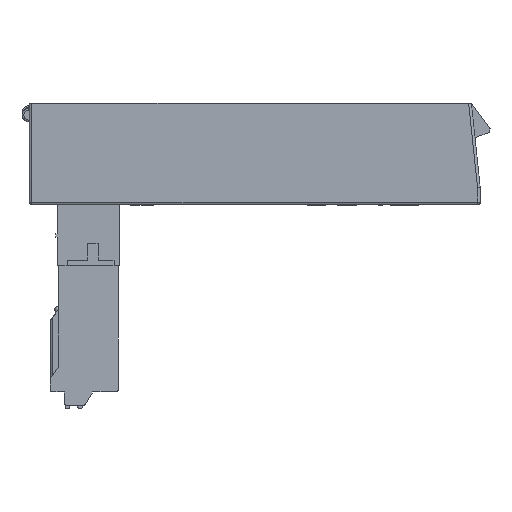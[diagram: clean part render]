
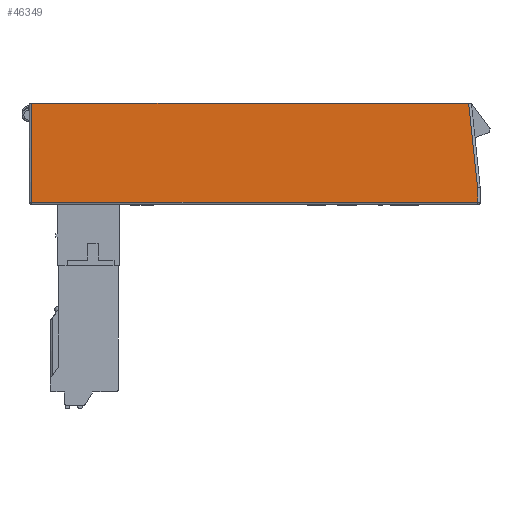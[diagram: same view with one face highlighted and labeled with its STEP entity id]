
A CAD part, front view. The second image highlights one B-rep face of the part: STEP entity #46349.
In plain terms, the highlighted planar face has unit normal (0, -1, 0).
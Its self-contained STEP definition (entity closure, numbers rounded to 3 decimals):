
#7170=DIRECTION('',(0.,0.,-1.));
#7171=VECTOR('',#7170,11.2);
#7172=CARTESIAN_POINT('',(-69.35,90.55,
-63.5));
#7173=LINE('',#7172,#7171);
#7182=CARTESIAN_POINT('',(-19.952,90.55,
-63.5));
#7307=DIRECTION('',(1.,0.,0.));
#7308=VECTOR('',#7307,50.4);
#7309=CARTESIAN_POINT('',(-69.35,90.55,
-74.7));
#7310=LINE('',#7309,#7308);
#7311=DIRECTION('',(-1.,0.,0.));
#7312=VECTOR('',#7311,49.398);
#7313=CARTESIAN_POINT('',(-19.952,90.55,
-63.5));
#7314=LINE('',#7313,#7312);
#7315=DIRECTION('',(-0.105,0.,0.995));
#7316=VECTOR('',#7315,9.568);
#7317=CARTESIAN_POINT('',(-18.95,90.55,
-73.016));
#7318=LINE('',#7317,#7316);
#7319=DIRECTION('',(0.,0.,1.));
#7320=VECTOR('',#7319,1.684);
#7321=CARTESIAN_POINT('',(-18.95,90.55,
-74.7));
#7322=LINE('',#7321,#7320);
#31403=CARTESIAN_POINT('',(-69.35,90.55,
-74.7));
#31404=VERTEX_POINT('',#31403);
#31405=CARTESIAN_POINT('',(-69.35,90.55,
-63.5));
#31406=VERTEX_POINT('',#31405);
#31413=VERTEX_POINT('',#7182);
#31463=CARTESIAN_POINT('',(-18.95,90.55,
-74.7));
#31464=VERTEX_POINT('',#31463);
#31467=CARTESIAN_POINT('',(-18.95,90.55,
-73.016));
#31468=VERTEX_POINT('',#31467);
#46335=CARTESIAN_POINT('',(-44.15,90.55,
-69.1));
#46336=DIRECTION('',(0.,1.,0.));
#46337=DIRECTION('',(0.,0.,-1.));
#46338=AXIS2_PLACEMENT_3D('',#46335,#46336,#46337);
#46339=PLANE('',#46338);
#46341=ORIENTED_EDGE('',*,*,#46340,.F.);
#46342=ORIENTED_EDGE('',*,*,#46329,.F.);
#46343=ORIENTED_EDGE('',*,*,#46156,.F.);
#46344=ORIENTED_EDGE('',*,*,#46178,.F.);
#46346=ORIENTED_EDGE('',*,*,#46345,.F.);
#46347=EDGE_LOOP('',(#46341,#46342,#46343,#46344,#46346));
#46348=FACE_OUTER_BOUND('',#46347,.F.);
#46349=ADVANCED_FACE('',(#46348),#46339,.F.);
#46156=EDGE_CURVE('',#31406,#31404,#7173,.T.);
#46178=EDGE_CURVE('',#31413,#31406,#7314,.T.);
#46329=EDGE_CURVE('',#31404,#31464,#7310,.T.);
#46340=EDGE_CURVE('',#31464,#31468,#7322,.T.);
#46345=EDGE_CURVE('',#31468,#31413,#7318,.T.);
